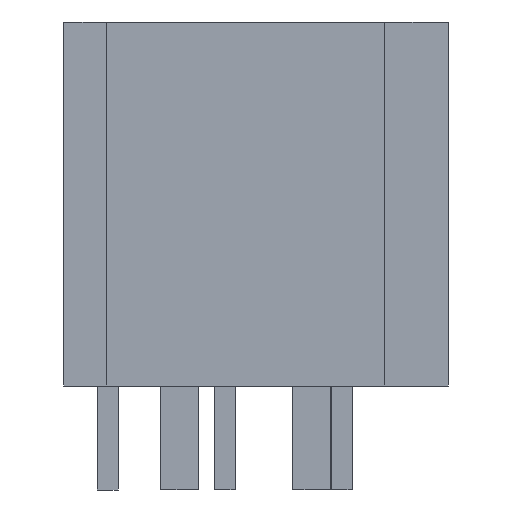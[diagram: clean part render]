
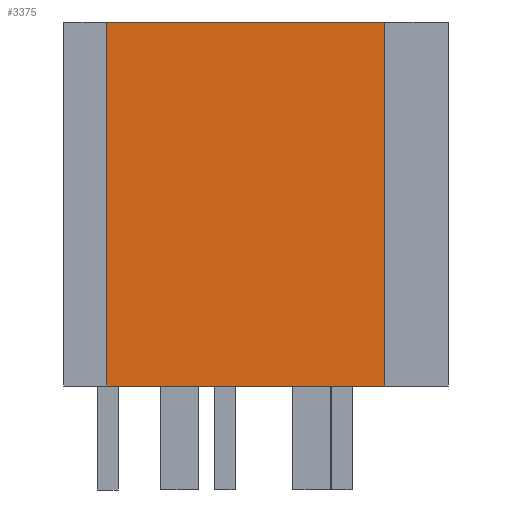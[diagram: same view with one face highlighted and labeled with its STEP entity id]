
A CAD part, left-side view. The second image highlights one B-rep face of the part: STEP entity #3375.
In plain terms, the highlighted planar face has unit normal (-1, 0, 0).
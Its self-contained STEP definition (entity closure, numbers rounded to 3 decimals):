
#7 = VECTOR ( 'NONE', #1452, 1000. ) ;
#105 = LINE ( 'NONE', #1414, #974 ) ;
#397 = CARTESIAN_POINT ( 'NONE',  ( -13., 5.35, 14. ) ) ;
#565 = ORIENTED_EDGE ( 'NONE', *, *, #4037, .F. ) ;
#823 = CARTESIAN_POINT ( 'NONE',  ( -13., -5.35, 0. ) ) ;
#846 = CARTESIAN_POINT ( 'NONE',  ( -13., 5.35, 14. ) ) ;
#974 = VECTOR ( 'NONE', #1455, 1000. ) ;
#978 = CARTESIAN_POINT ( 'NONE',  ( -13., 5.35, -27.35 ) ) ;
#1043 = EDGE_CURVE ( 'NONE', #1188, #1435, #105, .T. ) ;
#1046 = DIRECTION ( 'NONE',  ( 0., -1., 0. ) ) ;
#1070 = LINE ( 'NONE', #2799, #7 ) ;
#1095 = EDGE_CURVE ( 'NONE', #2317, #1435, #2885, .T. ) ;
#1188 = VERTEX_POINT ( 'NONE', #823 ) ;
#1346 = FACE_OUTER_BOUND ( 'NONE', #3507, .T. ) ;
#1406 = CARTESIAN_POINT ( 'NONE',  ( -13., 5.35, 0. ) ) ;
#1414 = CARTESIAN_POINT ( 'NONE',  ( -13., -5.35, -27.35 ) ) ;
#1435 = VERTEX_POINT ( 'NONE', #2129 ) ;
#1452 = DIRECTION ( 'NONE',  ( 0., 0., 1. ) ) ;
#1455 = DIRECTION ( 'NONE',  ( 0., 0., 1. ) ) ;
#1647 = ORIENTED_EDGE ( 'NONE', *, *, #1095, .F. ) ;
#2129 = CARTESIAN_POINT ( 'NONE',  ( -13., -5.35, 14. ) ) ;
#2317 = VERTEX_POINT ( 'NONE', #397 ) ;
#2470 = CARTESIAN_POINT ( 'NONE',  ( -13., 5.35, 0. ) ) ;
#2714 = VERTEX_POINT ( 'NONE', #1406 ) ;
#2799 = CARTESIAN_POINT ( 'NONE',  ( -13., 5.35, -27.35 ) ) ;
#2885 = LINE ( 'NONE', #846, #3886 ) ;
#3297 = ORIENTED_EDGE ( 'NONE', *, *, #1043, .T. ) ;
#3375 = ADVANCED_FACE ( 'NONE', ( #1346 ), #4016, .T. ) ;
#3428 = EDGE_CURVE ( 'NONE', #2714, #2317, #1070, .T. ) ;
#3470 = ORIENTED_EDGE ( 'NONE', *, *, #3428, .F. ) ;
#3471 = DIRECTION ( 'NONE',  ( 0., -1., 0. ) ) ;
#3507 = EDGE_LOOP ( 'NONE', ( #565, #3297, #1647, #3470 ) ) ;
#3848 = VECTOR ( 'NONE', #4152, 1000. ) ;
#3886 = VECTOR ( 'NONE', #3471, 1000. ) ;
#3950 = DIRECTION ( 'NONE',  ( -1., 0., 0. ) ) ;
#4016 = PLANE ( 'NONE',  #4115 ) ;
#4037 = EDGE_CURVE ( 'NONE', #1188, #2714, #4175, .T. ) ;
#4115 = AXIS2_PLACEMENT_3D ( 'NONE', #978, #3950, #1046 ) ;
#4152 = DIRECTION ( 'NONE',  ( 0., 1., 0. ) ) ;
#4175 = LINE ( 'NONE', #2470, #3848 ) ;
